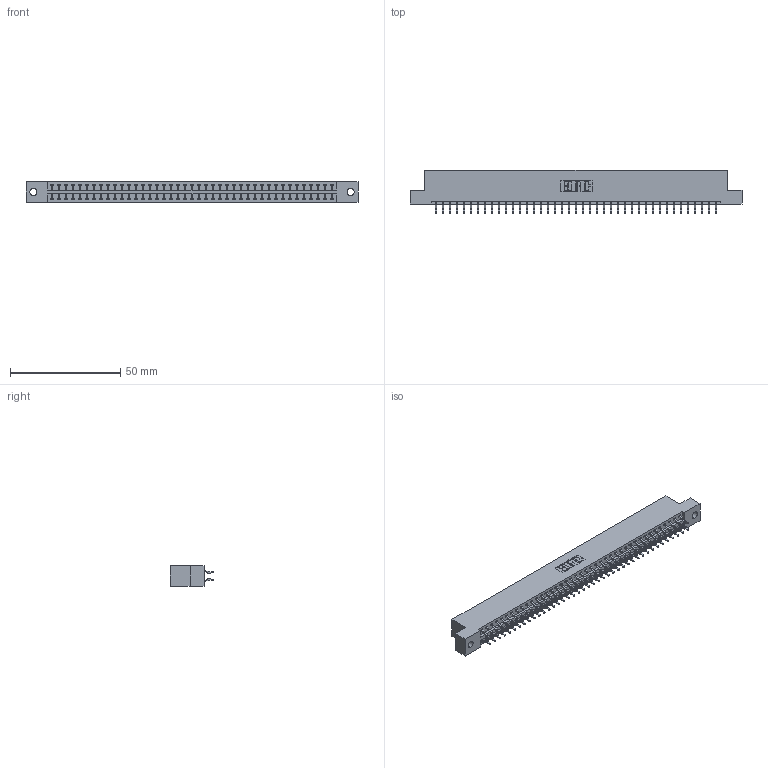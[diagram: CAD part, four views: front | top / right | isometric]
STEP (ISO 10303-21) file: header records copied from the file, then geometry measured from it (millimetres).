
FILE_DESCRIPTION (( 'STEP AP203' ), '1' );
FILE_NAME ('396-082-556-202.STEP', '2019-10-30T23:38:53', ( '' ), ( '' ), 'SwSTEP 2.0', 'SolidWorks 2016', '' );
FILE_SCHEMA (( 'CONFIG_CONTROL_DESIGN' ));
Length unit declared in the file: inch
Products named in the file (3): 345-292-001_556 Tail; 396-082-556-202; 346 Part_Flush Mounting Lugs - 0.128 Dia
Assembly tree (83 placements, depth 2):
  396-082-556-202
    346 Part_Flush Mounting Lugs - 0.128 Dia
    345-292-001_556 Tail  x82
Bounding box: 150.75 x 19.57 x 9.4 mm (x, y, z)
Volume: 14652.2 mm3; surface area: 19779.3 mm2
Topology: 83 solids, 83 shells, 4878 faces, 14515 edges, 9566 vertices
Faces by surface type: plane 3274, cylinder 1604
Entity records: 27115 total; most frequent: CARTESIAN_POINT 4484, ORIENTED_EDGE 4406, DIRECTION 3991, EDGE_CURVE 2203, LINE 1899, VECTOR 1899, VERTEX_POINT 1466, AXIS2_PLACEMENT_3D 1046
